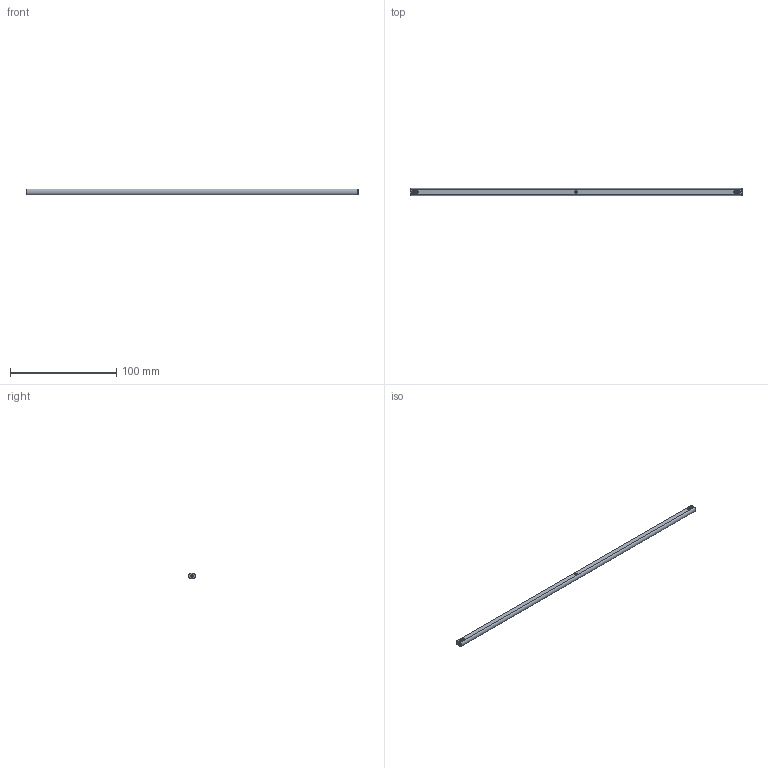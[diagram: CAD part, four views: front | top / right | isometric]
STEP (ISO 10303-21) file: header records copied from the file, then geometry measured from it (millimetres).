
FILE_DESCRIPTION(('FreeCAD Model'),'2;1');
FILE_NAME('Open CASCADE Shape Model','2024-02-04T23:56:00',(''),(''), 'Open CASCADE STEP processor 7.6','FreeCAD','Unknown');
FILE_SCHEMA(('AUTOMOTIVE_DESIGN { 1 0 10303 214 1 1 1 1 }'));
Length unit declared in the file: millimetre
Products named in the file (1): Shaft PLN BU25.00 - SPN-SFT-0100 (stemfie.org)
Bounding box: 312.5 x 6.6 x 5 mm (x, y, z)
Volume: 8177.8 mm3; surface area: 8284.1 mm2
Topology: 1 solids, 1 shells, 495 faces, 1384 edges, 912 vertices
Faces by surface type: plane 307, extrusion 152, cylinder 20, cone 16
Full cylindrical faces by diameter (mm): 2 x14
Entity records: 34400 total; most frequent: CARTESIAN_POINT 7724, DIRECTION 4364, VECTOR 3492, LINE 3340, ORIENTED_EDGE 2768, PCURVE 2768, DEFINITIONAL_REPRESENTATION 2768, EDGE_CURVE 1384
